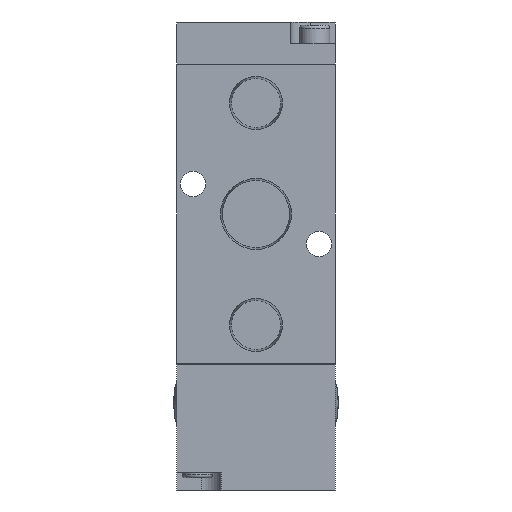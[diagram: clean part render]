
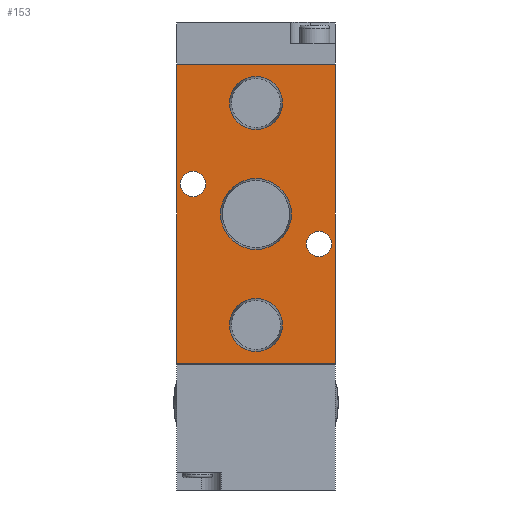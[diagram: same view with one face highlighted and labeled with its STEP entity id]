
A CAD part, front view. The second image highlights one B-rep face of the part: STEP entity #153.
In plain terms, the highlighted planar face has unit normal (0, -1, 0).
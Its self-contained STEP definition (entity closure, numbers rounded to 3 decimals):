
#153 = ADVANCED_FACE( '', ( #385, #386, #387, #388, #389, #390 ), #391, .T. );
#385 = FACE_BOUND( '', #708, .T. );
#386 = FACE_BOUND( '', #709, .T. );
#387 = FACE_OUTER_BOUND( '', #710, .T. );
#388 = FACE_BOUND( '', #711, .T. );
#389 = FACE_BOUND( '', #712, .T. );
#390 = FACE_BOUND( '', #713, .T. );
#391 = PLANE( '', #714 );
#708 = EDGE_LOOP( '', ( #1458 ) );
#709 = EDGE_LOOP( '', ( #1459 ) );
#710 = EDGE_LOOP( '', ( #1460, #1461, #1462, #1463 ) );
#711 = EDGE_LOOP( '', ( #1464 ) );
#712 = EDGE_LOOP( '', ( #1465 ) );
#713 = EDGE_LOOP( '', ( #1466 ) );
#714 = AXIS2_PLACEMENT_3D( '', #1467, #1468, #1469 );
#1458 = ORIENTED_EDGE( '', *, *, #2071, .T. );
#1459 = ORIENTED_EDGE( '', *, *, #2072, .T. );
#1460 = ORIENTED_EDGE( '', *, *, #1910, .T. );
#1461 = ORIENTED_EDGE( '', *, *, #2073, .T. );
#1462 = ORIENTED_EDGE( '', *, *, #1944, .F. );
#1463 = ORIENTED_EDGE( '', *, *, #2074, .F. );
#1464 = ORIENTED_EDGE( '', *, *, #1933, .F. );
#1465 = ORIENTED_EDGE( '', *, *, #1935, .F. );
#1466 = ORIENTED_EDGE( '', *, *, #1937, .F. );
#1467 = CARTESIAN_POINT( '', ( -13.2, -17.7, -7. ) );
#1468 = DIRECTION( '', ( 0., -1., 0. ) );
#1469 = DIRECTION( '', ( 0., 0., -1. ) );
#1910 = EDGE_CURVE( '', #2249, #2253, #2255, .T. );
#1933 = EDGE_CURVE( '', #2294, #2294, #2295, .T. );
#1935 = EDGE_CURVE( '', #2298, #2298, #2299, .T. );
#1937 = EDGE_CURVE( '', #2302, #2302, #2303, .T. );
#1944 = EDGE_CURVE( '', #2315, #2317, #2318, .T. );
#2071 = EDGE_CURVE( '', #2528, #2528, #2529, .T. );
#2072 = EDGE_CURVE( '', #2530, #2530, #2531, .T. );
#2073 = EDGE_CURVE( '', #2253, #2317, #2532, .T. );
#2074 = EDGE_CURVE( '', #2249, #2315, #2533, .T. );
#2249 = VERTEX_POINT( '', #2805 );
#2253 = VERTEX_POINT( '', #2811 );
#2255 = LINE( '', #2814, #2815 );
#2294 = VERTEX_POINT( '', #2871 );
#2295 = CIRCLE( '', #2872, 5.91 );
#2298 = VERTEX_POINT( '', #2875 );
#2299 = CIRCLE( '', #2876, 4.408 );
#2302 = VERTEX_POINT( '', #2879 );
#2303 = CIRCLE( '', #2880, 4.408 );
#2315 = VERTEX_POINT( '', #2896 );
#2317 = VERTEX_POINT( '', #2899 );
#2318 = LINE( '', #2900, #2901 );
#2528 = VERTEX_POINT( '', #3227 );
#2529 = CIRCLE( '', #3228, 2.1 );
#2530 = VERTEX_POINT( '', #3229 );
#2531 = CIRCLE( '', #3230, 2.1 );
#2532 = LINE( '', #3231, #3232 );
#2533 = LINE( '', #3233, #3234 );
#2805 = CARTESIAN_POINT( '', ( -13.2, -17.7, -56.9 ) );
#2811 = CARTESIAN_POINT( '', ( 13.2, -17.7, -56.9 ) );
#2814 = CARTESIAN_POINT( '', ( -13.2, -17.7, -56.9 ) );
#2815 = VECTOR( '', #3504, 1000. );
#2871 = CARTESIAN_POINT( '', ( 0., -17.7, -37.91 ) );
#2872 = AXIS2_PLACEMENT_3D( '', #3537, #3538, #3539 );
#2875 = CARTESIAN_POINT( '', ( 0., -17.7, -54.908 ) );
#2876 = AXIS2_PLACEMENT_3D( '', #3543, #3544, #3545 );
#2879 = CARTESIAN_POINT( '', ( 0., -17.7, -17.908 ) );
#2880 = AXIS2_PLACEMENT_3D( '', #3549, #3550, #3551 );
#2896 = CARTESIAN_POINT( '', ( -13.2, -17.7, -7.1 ) );
#2899 = CARTESIAN_POINT( '', ( 13.2, -17.7, -7.1 ) );
#2900 = CARTESIAN_POINT( '', ( -13.2, -17.7, -7.1 ) );
#2901 = VECTOR( '', #3560, 1000. );
#3227 = CARTESIAN_POINT( '', ( 12.6, -17.7, -37. ) );
#3228 = AXIS2_PLACEMENT_3D( '', #3707, #3708, #3709 );
#3229 = CARTESIAN_POINT( '', ( -8.4, -17.7, -27. ) );
#3230 = AXIS2_PLACEMENT_3D( '', #3710, #3711, #3712 );
#3231 = CARTESIAN_POINT( '', ( 13.2, -17.7, -7. ) );
#3232 = VECTOR( '', #3713, 1000. );
#3233 = CARTESIAN_POINT( '', ( -13.2, -17.7, -7. ) );
#3234 = VECTOR( '', #3714, 1000. );
#3504 = DIRECTION( '', ( 1., 0., 0. ) );
#3537 = CARTESIAN_POINT( '', ( 0., -17.7, -32. ) );
#3538 = DIRECTION( '', ( 0., -1., 0. ) );
#3539 = DIRECTION( '', ( 0., 0., -1. ) );
#3543 = CARTESIAN_POINT( '', ( 0., -17.7, -50.5 ) );
#3544 = DIRECTION( '', ( 0., -1., 0. ) );
#3545 = DIRECTION( '', ( 0., 0., -1. ) );
#3549 = CARTESIAN_POINT( '', ( 0., -17.7, -13.5 ) );
#3550 = DIRECTION( '', ( 0., -1., 0. ) );
#3551 = DIRECTION( '', ( 0., 0., -1. ) );
#3560 = DIRECTION( '', ( 1., 0., 0. ) );
#3707 = CARTESIAN_POINT( '', ( 10.5, -17.7, -37. ) );
#3708 = DIRECTION( '', ( 0., 1., 0. ) );
#3709 = DIRECTION( '', ( 1., 0., 0. ) );
#3710 = CARTESIAN_POINT( '', ( -10.5, -17.7, -27. ) );
#3711 = DIRECTION( '', ( 0., 1., 0. ) );
#3712 = DIRECTION( '', ( 1., 0., 0. ) );
#3713 = DIRECTION( '', ( 0., 0., 1. ) );
#3714 = DIRECTION( '', ( 0., 0., 1. ) );
